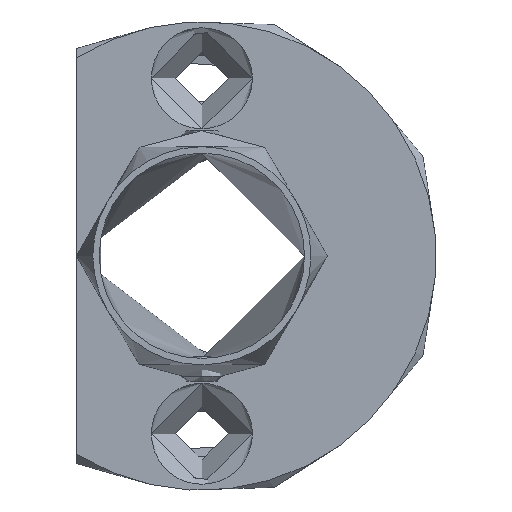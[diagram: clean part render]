
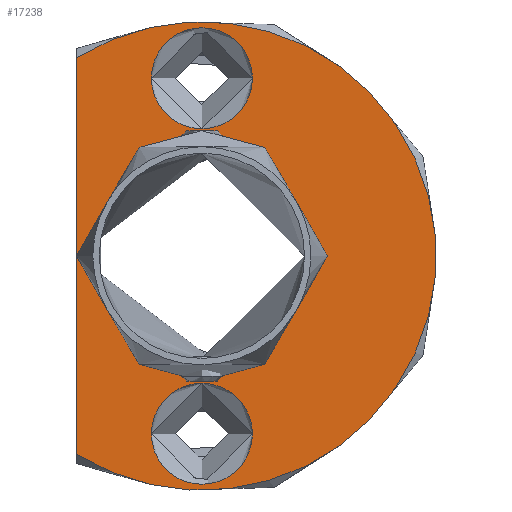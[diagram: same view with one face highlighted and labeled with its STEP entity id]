
A CAD part, top view. The second image highlights one B-rep face of the part: STEP entity #17238.
In plain terms, the highlighted planar face has unit normal (0, 0, 1).
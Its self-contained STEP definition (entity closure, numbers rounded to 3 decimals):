
#160 = VERTEX_POINT ( 'NONE', #11804 ) ;
#388 = FACE_BOUND ( 'NONE', #4615, .T. ) ;
#448 = EDGE_CURVE ( 'NONE', #17510, #21209, #4603, .T. ) ;
#1398 = CARTESIAN_POINT ( 'NONE',  ( -15.5, 24.51, 5. ) ) ;
#2198 = AXIS2_PLACEMENT_3D ( 'NONE', #19548, #21343, #17981 ) ;
#2633 = ORIENTED_EDGE ( 'NONE', *, *, #14067, .F. ) ;
#4080 = FACE_OUTER_BOUND ( 'NONE', #6471, .T. ) ;
#4603 = CIRCLE ( 'NONE', #15355, 29. ) ;
#4615 = EDGE_LOOP ( 'NONE', ( #16969 ) ) ;
#4651 = DIRECTION ( 'NONE',  ( 1., 0., 0. ) ) ;
#5073 = VERTEX_POINT ( 'NONE', #15257 ) ;
#5969 = DIRECTION ( 'NONE',  ( 1., 0., 0. ) ) ;
#6037 = DIRECTION ( 'NONE',  ( 0., 0., 1. ) ) ;
#6471 = EDGE_LOOP ( 'NONE', ( #20993, #7229, #8438, #8753 ) ) ;
#6857 = DIRECTION ( 'NONE',  ( 0., -1., 0. ) ) ;
#7229 = ORIENTED_EDGE ( 'NONE', *, *, #448, .T. ) ;
#7334 = EDGE_CURVE ( 'NONE', #21209, #160, #19807, .T. ) ;
#8431 = PLANE ( 'NONE',  #20133 ) ;
#8438 = ORIENTED_EDGE ( 'NONE', *, *, #7334, .T. ) ;
#8476 = VERTEX_POINT ( 'NONE', #20416 ) ;
#8753 = ORIENTED_EDGE ( 'NONE', *, *, #11242, .F. ) ;
#9149 = CIRCLE ( 'NONE', #13895, 15.5 ) ;
#10105 = DIRECTION ( 'NONE',  ( 1., 0., 0. ) ) ;
#11242 = EDGE_CURVE ( 'NONE', #160, #160, #9149, .T. ) ;
#11244 = EDGE_CURVE ( 'NONE', #5073, #5073, #13073, .T. ) ;
#11804 = CARTESIAN_POINT ( 'NONE',  ( -15.5, 0., 5. ) ) ;
#13073 = CIRCLE ( 'NONE', #18841, 6.25 ) ;
#13524 = LINE ( 'NONE', #16259, #14862 ) ;
#13895 = AXIS2_PLACEMENT_3D ( 'NONE', #14418, #16247, #16313 ) ;
#14067 = EDGE_CURVE ( 'NONE', #8476, #8476, #18582, .T. ) ;
#14418 = CARTESIAN_POINT ( 'NONE',  ( 0., 0., 5. ) ) ;
#14794 = VECTOR ( 'NONE', #6857, 1000. ) ;
#14862 = VECTOR ( 'NONE', #17720, 1000. ) ;
#14939 = EDGE_LOOP ( 'NONE', ( #2633 ) ) ;
#15058 = CARTESIAN_POINT ( 'NONE',  ( 0., 0., 5. ) ) ;
#15257 = CARTESIAN_POINT ( 'NONE',  ( 6.25, -22., 5. ) ) ;
#15355 = AXIS2_PLACEMENT_3D ( 'NONE', #19265, #6037, #5969 ) ;
#16049 = EDGE_CURVE ( 'NONE', #160, #17510, #13524, .T. ) ;
#16247 = DIRECTION ( 'NONE',  ( 0., 0., 1. ) ) ;
#16259 = CARTESIAN_POINT ( 'NONE',  ( -15.5, 25.686, 5. ) ) ;
#16313 = DIRECTION ( 'NONE',  ( 1., 0., 0. ) ) ;
#16969 = ORIENTED_EDGE ( 'NONE', *, *, #11244, .F. ) ;
#17238 = ADVANCED_FACE ( 'NONE', ( #20415, #388, #4080 ), #8431, .T. ) ;
#17510 = VERTEX_POINT ( 'NONE', #19977 ) ;
#17720 = DIRECTION ( 'NONE',  ( 0., -1., 0. ) ) ;
#17925 = DIRECTION ( 'NONE',  ( 0., 0., 1. ) ) ;
#17981 = DIRECTION ( 'NONE',  ( 1., 0., 0. ) ) ;
#18083 = CARTESIAN_POINT ( 'NONE',  ( 0., -22., 5. ) ) ;
#18462 = CARTESIAN_POINT ( 'NONE',  ( -15.5, 25.686, 5. ) ) ;
#18582 = CIRCLE ( 'NONE', #2198, 6.25 ) ;
#18841 = AXIS2_PLACEMENT_3D ( 'NONE', #18083, #17925, #4651 ) ;
#19265 = CARTESIAN_POINT ( 'NONE',  ( 0., 0., 5. ) ) ;
#19548 = CARTESIAN_POINT ( 'NONE',  ( 0., 22., 5. ) ) ;
#19807 = LINE ( 'NONE', #18462, #14794 ) ;
#19977 = CARTESIAN_POINT ( 'NONE',  ( -15.5, -24.51, 5. ) ) ;
#20133 = AXIS2_PLACEMENT_3D ( 'NONE', #15058, #20221, #10105 ) ;
#20221 = DIRECTION ( 'NONE',  ( 0., 0., 1. ) ) ;
#20415 = FACE_BOUND ( 'NONE', #14939, .T. ) ;
#20416 = CARTESIAN_POINT ( 'NONE',  ( 6.25, 22., 5. ) ) ;
#20993 = ORIENTED_EDGE ( 'NONE', *, *, #16049, .T. ) ;
#21209 = VERTEX_POINT ( 'NONE', #1398 ) ;
#21343 = DIRECTION ( 'NONE',  ( 0., 0., 1. ) ) ;
